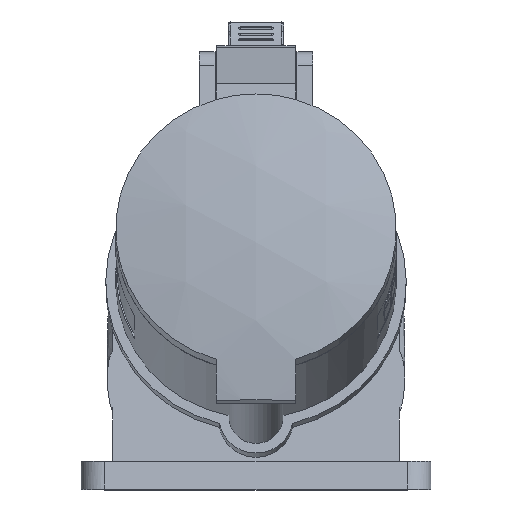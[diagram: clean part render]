
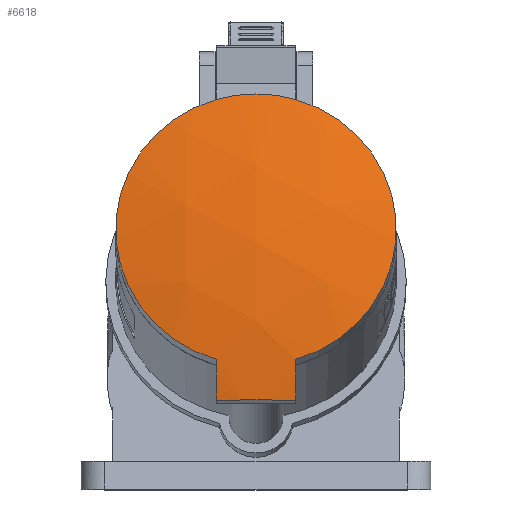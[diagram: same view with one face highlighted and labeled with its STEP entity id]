
A CAD part, top view. The second image highlights one B-rep face of the part: STEP entity #6618.
In plain terms, the highlighted spherical face has radius 150 mm.
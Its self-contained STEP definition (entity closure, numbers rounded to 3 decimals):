
#70 = DIRECTION ( 'NONE',  ( 0., -0.966, 0.259 ) ) ;
#299 = CARTESIAN_POINT ( 'NONE',  ( 17.776, -21.501, 97.619 ) ) ;
#716 = CARTESIAN_POINT ( 'NONE',  ( 27.776, 11.199, 88.857 ) ) ;
#1026 = EDGE_CURVE ( 'NONE', #14126, #9241, #2866, .T. ) ;
#1968 = EDGE_CURVE ( 'NONE', #7687, #9241, #7531, .T. ) ;
#2213 = CARTESIAN_POINT ( 'NONE',  ( 37.776, -21.501, 97.619 ) ) ;
#2368 = DIRECTION ( 'NONE',  ( 1., 0., 0. ) ) ;
#2369 = AXIS2_PLACEMENT_3D ( 'NONE', #9890, #70, #11507 ) ;
#2408 = CARTESIAN_POINT ( 'NONE',  ( 17.776, 43.899, 80.095 ) ) ;
#2513 = AXIS2_PLACEMENT_3D ( 'NONE', #716, #12189, #2368 ) ;
#2797 = EDGE_CURVE ( 'NONE', #15949, #3187, #20793, .T. ) ;
#2866 = CIRCLE ( 'NONE', #20289, 149.666 ) ;
#3007 = DIRECTION ( 'NONE',  ( 0., 0.259, 0.966 ) ) ;
#3054 = EDGE_CURVE ( 'NONE', #5045, #14126, #6226, .T. ) ;
#3187 = VERTEX_POINT ( 'NONE', #11849 ) ;
#3604 = AXIS2_PLACEMENT_3D ( 'NONE', #12841, #3007, #14476 ) ;
#3793 = CARTESIAN_POINT ( 'NONE',  ( 37.776, -26.534, -51.962 ) ) ;
#4052 = CARTESIAN_POINT ( 'NONE',  ( 37.776, -31.801, 97.611 ) ) ;
#4118 = ORIENTED_EDGE ( 'NONE', *, *, #5601, .F. ) ;
#4145 = CARTESIAN_POINT ( 'NONE',  ( 27.776, -26.534, -51.962 ) ) ;
#4428 = EDGE_CURVE ( 'NONE', #7687, #3187, #5689, .T. ) ;
#4997 = AXIS2_PLACEMENT_3D ( 'NONE', #17295, #7514, #18926 ) ;
#5045 = VERTEX_POINT ( 'NONE', #4052 ) ;
#5440 = DIRECTION ( 'NONE',  ( 0., 0.966, -0.259 ) ) ;
#5475 = DIRECTION ( 'NONE',  ( -1., 0., 0. ) ) ;
#5601 = EDGE_CURVE ( 'NONE', #15949, #5045, #9599, .T. ) ;
#5689 = CIRCLE ( 'NONE', #2513, 35.3 ) ;
#6131 = AXIS2_PLACEMENT_3D ( 'NONE', #4145, #15595, #17244 ) ;
#6226 = CIRCLE ( 'NONE', #2369, 143.463 ) ;
#6618 = ADVANCED_FACE ( 'NONE', ( #8651 ), #13211, .T. ) ;
#7514 = DIRECTION ( 'NONE',  ( 0., 0.259, 0.966 ) ) ;
#7531 = CIRCLE ( 'NONE', #3604, 35.3 ) ;
#7687 = VERTEX_POINT ( 'NONE', #2408 ) ;
#8651 = FACE_OUTER_BOUND ( 'NONE', #9354, .T. ) ;
#9029 = ORIENTED_EDGE ( 'NONE', *, *, #2797, .T. ) ;
#9241 = VERTEX_POINT ( 'NONE', #299 ) ;
#9354 = EDGE_LOOP ( 'NONE', ( #9029, #17635, #18276, #13248, #17213, #4118 ) ) ;
#9599 = CIRCLE ( 'NONE', #11887, 149.666 ) ;
#9890 = CARTESIAN_POINT ( 'NONE',  ( 27.776, -68.841, -40.626 ) ) ;
#11507 = DIRECTION ( 'NONE',  ( 1., 0., 0. ) ) ;
#11849 = CARTESIAN_POINT ( 'NONE',  ( 37.776, 43.899, 80.095 ) ) ;
#11887 = AXIS2_PLACEMENT_3D ( 'NONE', #3793, #15260, #5440 ) ;
#12189 = DIRECTION ( 'NONE',  ( 0., -0.259, -0.966 ) ) ;
#12841 = CARTESIAN_POINT ( 'NONE',  ( 27.776, 11.199, 88.857 ) ) ;
#13211 = SPHERICAL_SURFACE ( 'NONE', #6131, 150. ) ;
#13248 = ORIENTED_EDGE ( 'NONE', *, *, #1026, .F. ) ;
#14126 = VERTEX_POINT ( 'NONE', #16572 ) ;
#14476 = DIRECTION ( 'NONE',  ( -1., 0., 0. ) ) ;
#15260 = DIRECTION ( 'NONE',  ( 1., 0., 0. ) ) ;
#15296 = CARTESIAN_POINT ( 'NONE',  ( 17.776, -26.534, -51.962 ) ) ;
#15595 = DIRECTION ( 'NONE',  ( 1., 0., 0. ) ) ;
#15949 = VERTEX_POINT ( 'NONE', #2213 ) ;
#16572 = CARTESIAN_POINT ( 'NONE',  ( 17.776, -31.801, 97.611 ) ) ;
#16927 = DIRECTION ( 'NONE',  ( 0., 0.259, 0.966 ) ) ;
#17213 = ORIENTED_EDGE ( 'NONE', *, *, #3054, .F. ) ;
#17244 = DIRECTION ( 'NONE',  ( 0., -0.966, 0.259 ) ) ;
#17295 = CARTESIAN_POINT ( 'NONE',  ( 27.776, 11.199, 88.857 ) ) ;
#17635 = ORIENTED_EDGE ( 'NONE', *, *, #4428, .F. ) ;
#18276 = ORIENTED_EDGE ( 'NONE', *, *, #1968, .T. ) ;
#18926 = DIRECTION ( 'NONE',  ( -1., 0., 0. ) ) ;
#20289 = AXIS2_PLACEMENT_3D ( 'NONE', #15296, #5475, #16927 ) ;
#20793 = CIRCLE ( 'NONE', #4997, 35.3 ) ;
